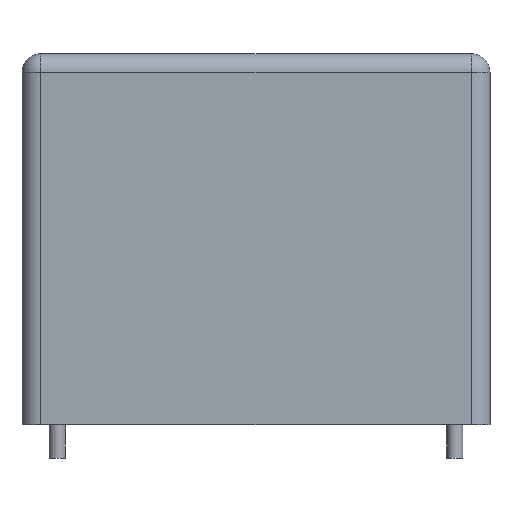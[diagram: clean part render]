
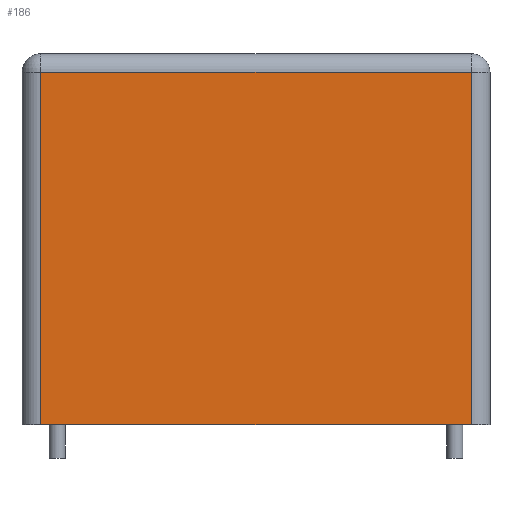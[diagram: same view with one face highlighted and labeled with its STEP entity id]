
A CAD part, front view. The second image highlights one B-rep face of the part: STEP entity #186.
In plain terms, the highlighted planar face has unit normal (0, -1, 0).
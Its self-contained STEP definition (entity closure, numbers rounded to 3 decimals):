
#13=DIRECTION('',(0.,0.,1.));
#27=VECTOR('',#13,1.);
#33=CARTESIAN_POINT('',(-2.,-5.25,0.));
#35=DIRECTION('',(0.,1.,0.));
#46=DIRECTION('',(1.,0.,0.));
#52=VERTEX_POINT('',#53);
#53=CARTESIAN_POINT('',(-0.95,-5.25,0.));
#59=ORIENTED_EDGE('',*,*,#60,.T.);
#60=EDGE_CURVE('',#52,#61,#63,.T.);
#61=VERTEX_POINT('',#62);
#62=CARTESIAN_POINT('',(-0.95,-5.25,19.95));
#63=LINE('',#53,#27);
#104=EDGE_CURVE('',#52,#105,#107,.T.);
#105=VERTEX_POINT('',#106);
#106=CARTESIAN_POINT('',(23.45,-5.25,0.));
#107=LINE('',#33,#108);
#108=VECTOR('',#46,1.);
#186=ADVANCED_FACE('',(#187),#200,.F.);
#187=FACE_BOUND('',#188,.F.);
#188=EDGE_LOOP('',(#59,#189,#196,#199));
#189=ORIENTED_EDGE('',*,*,#190,.F.);
#190=EDGE_CURVE('',#191,#61,#193,.T.);
#191=VERTEX_POINT('',#192);
#192=CARTESIAN_POINT('',(23.45,-5.25,19.95));
#193=LINE('',#192,#194);
#194=VECTOR('',#195,1.);
#195=DIRECTION('',(-1.,-0.,-0.));
#196=ORIENTED_EDGE('',*,*,#197,.F.);
#197=EDGE_CURVE('',#105,#191,#198,.T.);
#198=LINE('',#106,#27);
#199=ORIENTED_EDGE('',*,*,#104,.F.);
#200=PLANE('',#201);
#201=AXIS2_PLACEMENT_3D('',#33,#35,#13);
